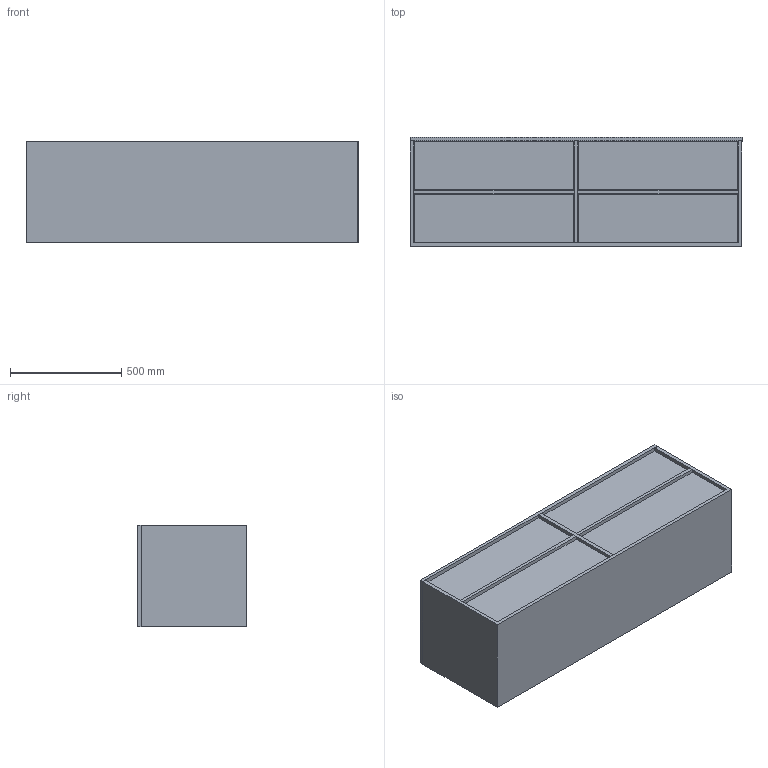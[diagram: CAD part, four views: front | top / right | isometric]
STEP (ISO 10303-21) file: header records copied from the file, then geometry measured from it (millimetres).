
FILE_DESCRIPTION (( 'STEP AP214' ), '1' );
FILE_NAME ('Kado Aspect 1500W ILT.STEP', '2022-04-26T01:21:36', ( '' ), ( '' ), 'SwSTEP 2.0', 'SolidWorks 2018', '' );
FILE_SCHEMA (( 'AUTOMOTIVE_DESIGN' ));
Length unit declared in the file: millimetre
Products named in the file (1): Kado Aspect 1500W ILT
Bounding box: 1492 x 490 x 456 mm (x, y, z)
Volume: 73300248.7 mm3; surface area: 10954707.3 mm2
Topology: 29 solids, 29 shells, 314 faces, 768 edges, 512 vertices
Faces by surface type: plane 310, cylinder 4
Entity records: 11614 total; most frequent: CARTESIAN_POINT 1595, ORIENTED_EDGE 1536, DIRECTION 1406, EDGE_CURVE 768, VECTOR 760, LINE 760, VERTEX_POINT 512, AXIS2_PLACEMENT_3D 323
